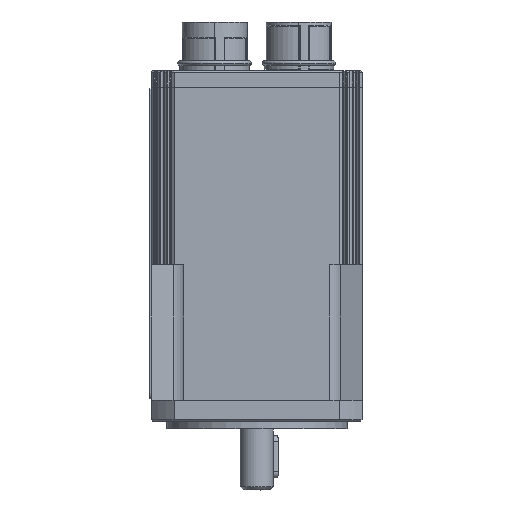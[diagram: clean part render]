
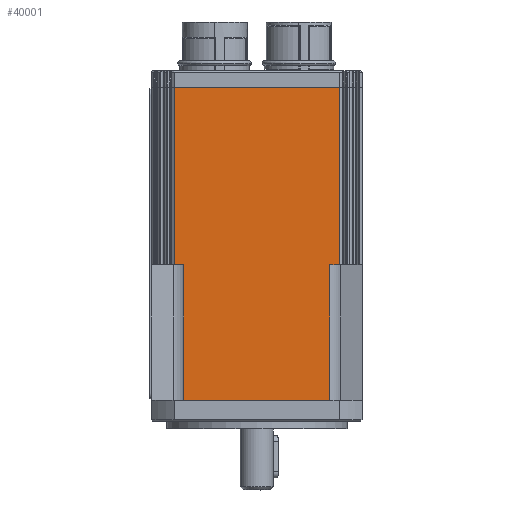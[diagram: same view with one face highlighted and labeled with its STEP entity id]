
A CAD part, front view. The second image highlights one B-rep face of the part: STEP entity #40001.
In plain terms, the highlighted face is planar.
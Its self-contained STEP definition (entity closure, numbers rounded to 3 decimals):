
#30609=CARTESIAN_POINT('',(24.249,-35.,0.0));
#30610=VERTEX_POINT('',#30609);
#30702=CARTESIAN_POINT('',(-24.249,-35.,0.0));
#30703=VERTEX_POINT('',#30702);
#32253=CARTESIAN_POINT('',(-24.249,-35.,0.0));
#32254=DIRECTION('',(1.0,0.0,0.0));
#32255=VECTOR('',#32254,48.498);
#32256=LINE('',#32253,#32255);
#32257=EDGE_CURVE('',#30703,#30610,#32256,.T.);
#33555=CARTESIAN_POINT('',(-27.482,-35.,104.0));
#33556=VERTEX_POINT('',#33555);
#36533=CARTESIAN_POINT('',(27.482,-35.,104.0));
#36534=VERTEX_POINT('',#36533);
#37107=CARTESIAN_POINT('',(27.482,-35.,104.0));
#37108=DIRECTION('',(-1.0,0.0,0.0));
#37109=VECTOR('',#37108,54.964);
#37110=LINE('',#37107,#37109);
#37111=EDGE_CURVE('',#36534,#33556,#37110,.T.);
#37230=CARTESIAN_POINT('',(24.249,-35.,45.0));
#37231=VERTEX_POINT('',#37230);
#37240=CARTESIAN_POINT('',(24.249,-35.,0.0));
#37241=DIRECTION('',(0.0,0.0,1.0));
#37242=VECTOR('',#37241,45.0);
#37243=LINE('',#37240,#37242);
#37244=EDGE_CURVE('',#30610,#37231,#37243,.T.);
#37416=CARTESIAN_POINT('',(27.482,-35.,45.0));
#37417=VERTEX_POINT('',#37416);
#37425=CARTESIAN_POINT('',(24.249,-35.,45.0));
#37426=DIRECTION('',(1.0,0.0,0.0));
#37427=VECTOR('',#37426,3.233);
#37428=LINE('',#37425,#37427);
#37429=EDGE_CURVE('',#37231,#37417,#37428,.T.);
#37954=CARTESIAN_POINT('',(-24.249,-35.,45.0));
#37955=VERTEX_POINT('',#37954);
#37962=CARTESIAN_POINT('',(-27.482,-35.,45.0));
#37963=VERTEX_POINT('',#37962);
#37964=CARTESIAN_POINT('',(-27.482,-35.,45.0));
#37965=DIRECTION('',(1.0,0.0,0.0));
#37966=VECTOR('',#37965,3.233);
#37967=LINE('',#37964,#37966);
#37968=EDGE_CURVE('',#37963,#37955,#37967,.T.);
#38153=CARTESIAN_POINT('',(-24.249,-35.,45.0));
#38154=DIRECTION('',(0.0,0.0,-1.0));
#38155=VECTOR('',#38154,45.0);
#38156=LINE('',#38153,#38155);
#38157=EDGE_CURVE('',#37955,#30703,#38156,.T.);
#38647=CARTESIAN_POINT('',(-27.482,-35.,45.0));
#38648=DIRECTION('',(0.0,0.0,1.0));
#38649=VECTOR('',#38648,59.0);
#38650=LINE('',#38647,#38649);
#38651=EDGE_CURVE('',#37963,#33556,#38650,.T.);
#39977=CARTESIAN_POINT('',(27.482,-35.,45.0));
#39978=DIRECTION('',(0.0,0.0,1.0));
#39979=VECTOR('',#39978,59.0);
#39980=LINE('',#39977,#39979);
#39981=EDGE_CURVE('',#37417,#36534,#39980,.T.);
#39986=CARTESIAN_POINT('',(27.482,-35.,0.0));
#39987=DIRECTION('',(0.0,-1.0,0.0));
#39988=DIRECTION('',(0.0,0.0,-1.0));
#39989=AXIS2_PLACEMENT_3D('',#39986,#39987,#39988);
#39990=PLANE('',#39989);
#39991=ORIENTED_EDGE('',*,*,#37429,.T.);
#39992=ORIENTED_EDGE('',*,*,#39981,.T.);
#39993=ORIENTED_EDGE('',*,*,#37111,.T.);
#39994=ORIENTED_EDGE('',*,*,#38651,.F.);
#39995=ORIENTED_EDGE('',*,*,#37968,.T.);
#39996=ORIENTED_EDGE('',*,*,#38157,.T.);
#39997=ORIENTED_EDGE('',*,*,#32257,.T.);
#39998=ORIENTED_EDGE('',*,*,#37244,.T.);
#39999=EDGE_LOOP('',(#39991,#39992,#39993,#39994,#39995,#39996,#39997,#39998));
#40000=FACE_OUTER_BOUND('',#39999,.T.);
#40001=ADVANCED_FACE('',(#40000),#39990,.T.);
